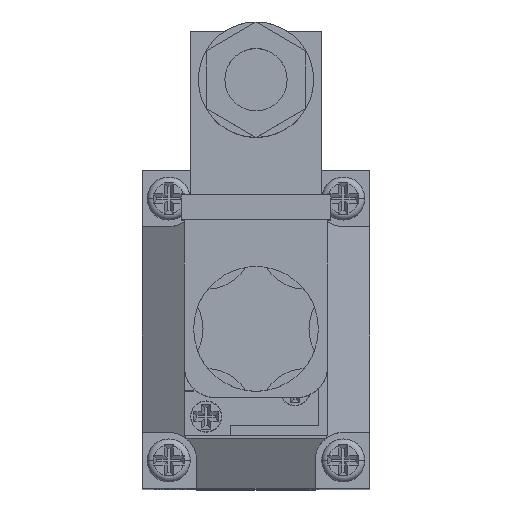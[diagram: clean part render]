
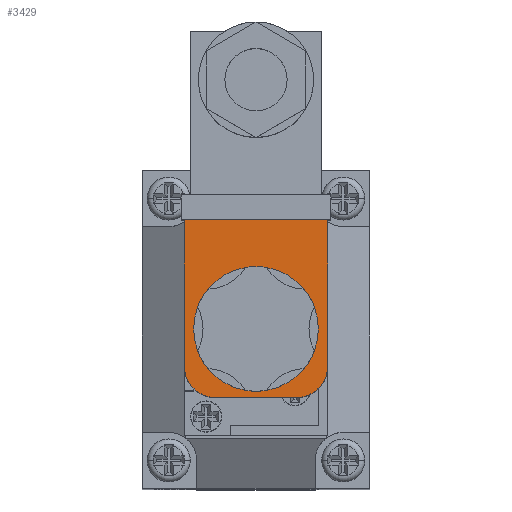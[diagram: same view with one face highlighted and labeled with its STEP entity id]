
A CAD part, top view. The second image highlights one B-rep face of the part: STEP entity #3429.
In plain terms, the highlighted face is planar.
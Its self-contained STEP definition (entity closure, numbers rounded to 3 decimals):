
#945 = ORIENTED_EDGE ( 'NONE', *, *, #4088, .T. ) ;
#975 = ORIENTED_EDGE ( 'NONE', *, *, #4091, .T. ) ;
#1006 = ORIENTED_EDGE ( 'NONE', *, *, #4090, .T. ) ;
#1020 = ORIENTED_EDGE ( 'NONE', *, *, #4087, .T. ) ;
#1104 = ORIENTED_EDGE ( 'NONE', *, *, #4093, .T. ) ;
#1106 = ORIENTED_EDGE ( 'NONE', *, *, #4031, .T. ) ;
#1185 = ORIENTED_EDGE ( 'NONE', *, *, #4089, .T. ) ;
#1217 = ORIENTED_EDGE ( 'NONE', *, *, #4092, .T. ) ;
#1309 = EDGE_LOOP ( 'NONE', ( #1106, #1104 ) ) ;
#1311 = EDGE_LOOP ( 'NONE', ( #1020, #945, #1185, #1006, #975, #1217 ) ) ;
#2218 = FACE_OUTER_BOUND ( 'NONE', #1311, .T. ) ;
#2219 = FACE_BOUND ( 'NONE', #1309, .T. ) ;
#2848 = VERTEX_POINT ( 'NONE', #8744 ) ;
#2873 = VERTEX_POINT ( 'NONE', #8903 ) ;
#3429 = ADVANCED_FACE ( 'NONE', ( #2218, #2219 ), #6194, .T. ) ;
#4031 = EDGE_CURVE ( 'NONE', #2848, #2873, #10197, .T. ) ;
#4087 = EDGE_CURVE ( 'NONE', #6245, #6247, #10279, .T. ) ;
#4088 = EDGE_CURVE ( 'NONE', #6247, #6201, #10281, .T. ) ;
#4089 = EDGE_CURVE ( 'NONE', #6201, #6202, #10283, .T. ) ;
#4090 = EDGE_CURVE ( 'NONE', #6202, #6203, #10286, .T. ) ;
#4091 = EDGE_CURVE ( 'NONE', #6203, #6205, #10285, .T. ) ;
#4092 = EDGE_CURVE ( 'NONE', #6205, #6245, #10288, .T. ) ;
#4093 = EDGE_CURVE ( 'NONE', #2873, #2848, #10289, .T. ) ;
#5858 = DIRECTION ( 'NONE',  ( 1., 0., 0. ) ) ;
#5889 = CARTESIAN_POINT ( 'NONE',  ( 0., -9.25, 6.5 ) ) ;
#6055 = DIRECTION ( 'NONE',  ( 0., 0., -1. ) ) ;
#6194 = PLANE ( 'NONE',  #6443 ) ;
#6201 = VERTEX_POINT ( 'NONE', #10690 ) ;
#6202 = VERTEX_POINT ( 'NONE', #10691 ) ;
#6203 = VERTEX_POINT ( 'NONE', #10692 ) ;
#6205 = VERTEX_POINT ( 'NONE', #10694 ) ;
#6245 = VERTEX_POINT ( 'NONE', #10735 ) ;
#6247 = VERTEX_POINT ( 'NONE', #10737 ) ;
#6443 = AXIS2_PLACEMENT_3D ( 'NONE', #5889, #5858, #6055 ) ;
#6665 = AXIS2_PLACEMENT_3D ( 'NONE', #8598, #8599, #8600 ) ;
#6694 = AXIS2_PLACEMENT_3D ( 'NONE', #10517, #10518, #10519 ) ;
#6695 = AXIS2_PLACEMENT_3D ( 'NONE', #10522, #10523, #10524 ) ;
#6696 = AXIS2_PLACEMENT_3D ( 'NONE', #10525, #10526, #10527 ) ;
#8598 = CARTESIAN_POINT ( 'NONE',  ( 0., -3.25, 0. ) ) ;
#8599 = DIRECTION ( 'NONE',  ( -1., 0., 0. ) ) ;
#8600 = DIRECTION ( 'NONE',  ( 0., 0., 1. ) ) ;
#8744 = CARTESIAN_POINT ( 'NONE',  ( 0., -3.25, 10. ) ) ;
#8903 = CARTESIAN_POINT ( 'NONE',  ( 0., -3.25, -10. ) ) ;
#10197 = CIRCLE ( 'NONE', #6665, 10. ) ;
#10279 = LINE ( 'NONE', #10511, #10280 ) ;
#10280 = VECTOR ( 'NONE', #10512, 1000. ) ;
#10281 = LINE ( 'NONE', #10513, #10282 ) ;
#10282 = VECTOR ( 'NONE', #10514, 1000. ) ;
#10283 = LINE ( 'NONE', #10515, #10284 ) ;
#10284 = VECTOR ( 'NONE', #10516, 1000. ) ;
#10285 = LINE ( 'NONE', #10520, #10287 ) ;
#10286 = CIRCLE ( 'NONE', #6694, 5. ) ;
#10287 = VECTOR ( 'NONE', #10521, 1000. ) ;
#10288 = CIRCLE ( 'NONE', #6695, 5. ) ;
#10289 = CIRCLE ( 'NONE', #6696, 10. ) ;
#10511 = CARTESIAN_POINT ( 'NONE',  ( 0., -9.25, -11.5 ) ) ;
#10512 = DIRECTION ( 'NONE',  ( 0., 1., 0. ) ) ;
#10513 = CARTESIAN_POINT ( 'NONE',  ( 0., 14.25, 11.5 ) ) ;
#10514 = DIRECTION ( 'NONE',  ( 0., 0., 1. ) ) ;
#10515 = CARTESIAN_POINT ( 'NONE',  ( 0., -9.25, 11.5 ) ) ;
#10516 = DIRECTION ( 'NONE',  ( 0., -1., 0. ) ) ;
#10517 = CARTESIAN_POINT ( 'NONE',  ( 0., -9.25, 6.5 ) ) ;
#10518 = DIRECTION ( 'NONE',  ( 1., 0., 0. ) ) ;
#10519 = DIRECTION ( 'NONE',  ( 0., 0., -1. ) ) ;
#10520 = CARTESIAN_POINT ( 'NONE',  ( 0., -14.25, 6.5 ) ) ;
#10521 = DIRECTION ( 'NONE',  ( 0., 0., -1. ) ) ;
#10522 = CARTESIAN_POINT ( 'NONE',  ( 0., -9.25, -6.5 ) ) ;
#10523 = DIRECTION ( 'NONE',  ( 1., 0., 0. ) ) ;
#10524 = DIRECTION ( 'NONE',  ( 0., 0., 1. ) ) ;
#10525 = CARTESIAN_POINT ( 'NONE',  ( 0., -3.25, 0. ) ) ;
#10526 = DIRECTION ( 'NONE',  ( -1., 0., 0. ) ) ;
#10527 = DIRECTION ( 'NONE',  ( 0., 0., 1. ) ) ;
#10690 = CARTESIAN_POINT ( 'NONE',  ( 0., 14.25, 11.5 ) ) ;
#10691 = CARTESIAN_POINT ( 'NONE',  ( 0., -9.25, 11.5 ) ) ;
#10692 = CARTESIAN_POINT ( 'NONE',  ( 0., -14.25, 6.5 ) ) ;
#10694 = CARTESIAN_POINT ( 'NONE',  ( 0., -14.25, -6.5 ) ) ;
#10735 = CARTESIAN_POINT ( 'NONE',  ( 0., -9.25, -11.5 ) ) ;
#10737 = CARTESIAN_POINT ( 'NONE',  ( 0., 14.25, -11.5 ) ) ;
